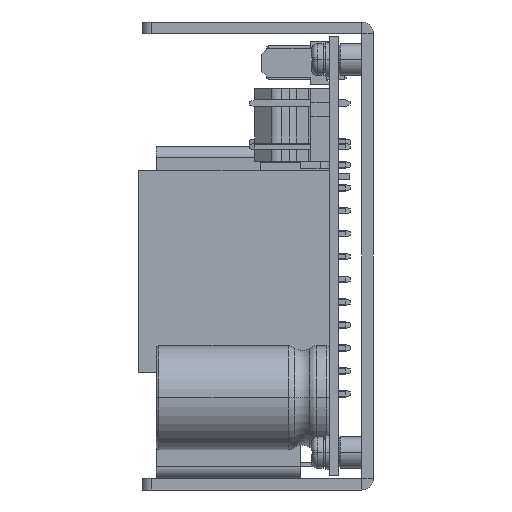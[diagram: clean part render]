
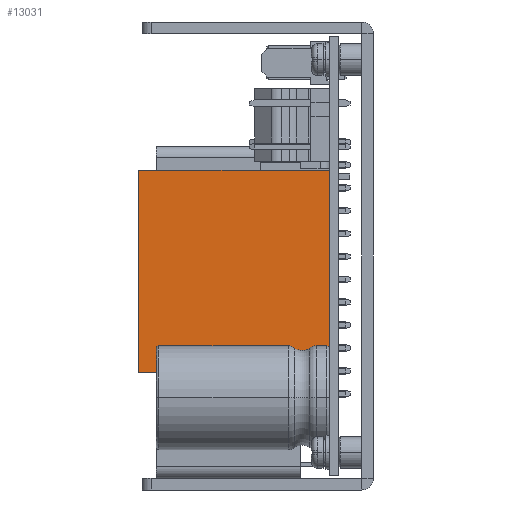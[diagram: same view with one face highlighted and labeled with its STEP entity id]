
A CAD part, left-side view. The second image highlights one B-rep face of the part: STEP entity #13031.
In plain terms, the highlighted face is planar.
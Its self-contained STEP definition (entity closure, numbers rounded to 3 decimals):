
#7748=DIRECTION('',(1.,0.,0.));
#7749=VECTOR('',#7748,35.);
#7750=CARTESIAN_POINT('',(-17.5,0.,16.5));
#7751=LINE('',#7750,#7749);
#7768=DIRECTION('',(0.,1.,0.));
#7769=VECTOR('',#7768,33.);
#7770=CARTESIAN_POINT('',(17.5,0.,16.5));
#7771=LINE('',#7770,#7769);
#7772=DIRECTION('',(0.,1.,0.));
#7773=VECTOR('',#7772,33.);
#7774=CARTESIAN_POINT('',(-17.5,0.,16.5));
#7775=LINE('',#7774,#7773);
#7788=DIRECTION('',(1.,0.,0.));
#7789=VECTOR('',#7788,35.);
#7790=CARTESIAN_POINT('',(-17.5,33.,16.5));
#7791=LINE('',#7790,#7789);
#11657=CARTESIAN_POINT('',(-17.5,0.,16.5));
#11659=VERTEX_POINT('',#11657);
#11660=CARTESIAN_POINT('',(17.5,0.,16.5));
#11661=VERTEX_POINT('',#11660);
#11665=CARTESIAN_POINT('',(-17.5,33.,16.5));
#11667=VERTEX_POINT('',#11665);
#11668=CARTESIAN_POINT('',(17.5,33.,16.5));
#11669=VERTEX_POINT('',#11668);
#13019=CARTESIAN_POINT('',(-17.5,0.,16.5));
#13020=DIRECTION('',(0.,0.,1.));
#13021=DIRECTION('',(1.,0.,0.));
#13022=AXIS2_PLACEMENT_3D('',#13019,#13020,#13021);
#13023=PLANE('',#13022);
#13024=ORIENTED_EDGE('',*,*,#12967,.F.);
#13025=ORIENTED_EDGE('',*,*,#12986,.T.);
#13027=ORIENTED_EDGE('',*,*,#13026,.T.);
#13028=ORIENTED_EDGE('',*,*,#13011,.F.);
#13029=EDGE_LOOP('',(#13024,#13025,#13027,#13028));
#13030=FACE_OUTER_BOUND('',#13029,.F.);
#12967=EDGE_CURVE('',#11659,#11661,#7751,.T.);
#12986=EDGE_CURVE('',#11659,#11667,#7775,.T.);
#13011=EDGE_CURVE('',#11661,#11669,#7771,.T.);
#13026=EDGE_CURVE('',#11667,#11669,#7791,.T.);
#13031=ADVANCED_FACE('',(#13030),#13023,.T.);
